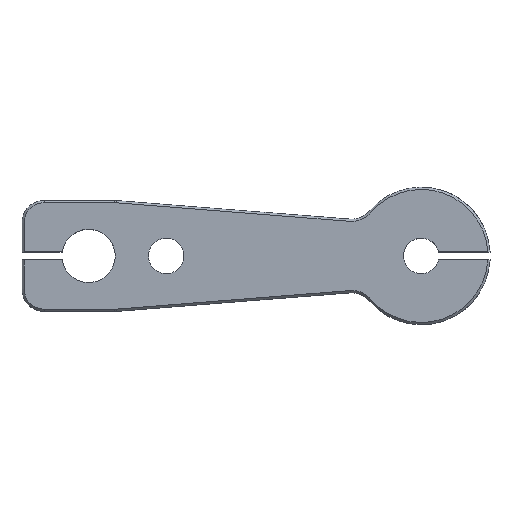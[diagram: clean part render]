
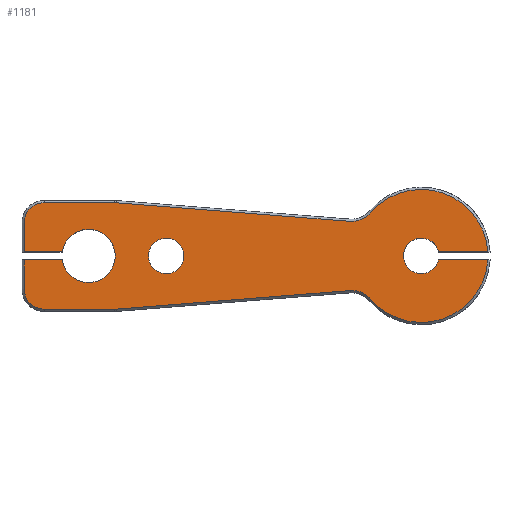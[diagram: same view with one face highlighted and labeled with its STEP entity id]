
A CAD part, top view. The second image highlights one B-rep face of the part: STEP entity #1181.
In plain terms, the highlighted planar face has unit normal (0, 0, 1).
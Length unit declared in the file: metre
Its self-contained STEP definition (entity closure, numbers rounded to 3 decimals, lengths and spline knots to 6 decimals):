
#86=LINE('',#1970,#188);
#87=LINE('',#1971,#189);
#88=LINE('',#1977,#190);
#89=LINE('',#1981,#191);
#90=LINE('',#1985,#192);
#91=LINE('',#1987,#193);
#92=LINE('',#1988,#194);
#93=LINE('',#1990,#195);
#94=LINE('',#1994,#196);
#95=LINE('',#1998,#197);
#188=VECTOR('',#1521,1.);
#189=VECTOR('',#1522,1.);
#190=VECTOR('',#1527,1.);
#191=VECTOR('',#1530,1.);
#192=VECTOR('',#1533,1.);
#193=VECTOR('',#1534,1.);
#194=VECTOR('',#1535,1.);
#195=VECTOR('',#1536,1.);
#196=VECTOR('',#1539,1.);
#197=VECTOR('',#1542,1.);
#251=PLANE('',#1293);
#350=ORIENTED_EDGE('',*,*,#693,.T.);
#351=ORIENTED_EDGE('',*,*,#694,.T.);
#352=ORIENTED_EDGE('',*,*,#695,.T.);
#353=ORIENTED_EDGE('',*,*,#691,.F.);
#354=ORIENTED_EDGE('',*,*,#696,.F.);
#355=ORIENTED_EDGE('',*,*,#697,.T.);
#356=ORIENTED_EDGE('',*,*,#698,.T.);
#357=ORIENTED_EDGE('',*,*,#699,.T.);
#358=ORIENTED_EDGE('',*,*,#700,.T.);
#359=ORIENTED_EDGE('',*,*,#701,.T.);
#360=ORIENTED_EDGE('',*,*,#702,.T.);
#361=ORIENTED_EDGE('',*,*,#703,.T.);
#362=ORIENTED_EDGE('',*,*,#704,.T.);
#363=ORIENTED_EDGE('',*,*,#649,.F.);
#364=ORIENTED_EDGE('',*,*,#705,.F.);
#365=ORIENTED_EDGE('',*,*,#706,.T.);
#366=ORIENTED_EDGE('',*,*,#707,.T.);
#367=ORIENTED_EDGE('',*,*,#708,.T.);
#368=ORIENTED_EDGE('',*,*,#709,.T.);
#369=ORIENTED_EDGE('',*,*,#710,.T.);
#370=ORIENTED_EDGE('',*,*,#620,.F.);
#620=EDGE_CURVE('',#792,#792,#900,.T.);
#649=EDGE_CURVE('',#821,#818,#915,.T.);
#691=EDGE_CURVE('',#862,#863,#924,.T.);
#693=EDGE_CURVE('',#864,#865,#925,.F.);
#694=EDGE_CURVE('',#865,#866,#926,.T.);
#695=EDGE_CURVE('',#866,#863,#86,.T.);
#696=EDGE_CURVE('',#867,#862,#87,.T.);
#697=EDGE_CURVE('',#867,#868,#927,.T.);
#698=EDGE_CURVE('',#868,#869,#928,.F.);
#699=EDGE_CURVE('',#869,#870,#88,.T.);
#700=EDGE_CURVE('',#870,#871,#929,.T.);
#701=EDGE_CURVE('',#871,#872,#89,.T.);
#702=EDGE_CURVE('',#872,#873,#930,.T.);
#703=EDGE_CURVE('',#873,#874,#90,.T.);
#704=EDGE_CURVE('',#874,#818,#91,.T.);
#705=EDGE_CURVE('',#875,#821,#92,.T.);
#706=EDGE_CURVE('',#875,#876,#93,.T.);
#707=EDGE_CURVE('',#876,#877,#931,.T.);
#708=EDGE_CURVE('',#877,#878,#94,.T.);
#709=EDGE_CURVE('',#878,#879,#932,.T.);
#710=EDGE_CURVE('',#879,#864,#95,.T.);
#792=VERTEX_POINT('',#1770);
#818=VERTEX_POINT('',#1824);
#821=VERTEX_POINT('',#1829);
#862=VERTEX_POINT('',#1960);
#863=VERTEX_POINT('',#1962);
#864=VERTEX_POINT('',#1966);
#865=VERTEX_POINT('',#1967);
#866=VERTEX_POINT('',#1969);
#867=VERTEX_POINT('',#1972);
#868=VERTEX_POINT('',#1974);
#869=VERTEX_POINT('',#1976);
#870=VERTEX_POINT('',#1978);
#871=VERTEX_POINT('',#1980);
#872=VERTEX_POINT('',#1982);
#873=VERTEX_POINT('',#1984);
#874=VERTEX_POINT('',#1986);
#875=VERTEX_POINT('',#1989);
#876=VERTEX_POINT('',#1991);
#877=VERTEX_POINT('',#1993);
#878=VERTEX_POINT('',#1995);
#879=VERTEX_POINT('',#1997);
#900=CIRCLE('',#1256,0.004);
#915=CIRCLE('',#1273,0.006);
#924=CIRCLE('',#1292,0.004);
#925=CIRCLE('',#1294,0.0055);
#926=CIRCLE('',#1295,0.015);
#927=CIRCLE('',#1296,0.015);
#928=CIRCLE('',#1297,0.0055);
#929=CIRCLE('',#1298,0.0045);
#930=CIRCLE('',#1299,0.0045);
#931=CIRCLE('',#1300,0.0045);
#932=CIRCLE('',#1301,0.0045);
#980=EDGE_LOOP('',(#350,#351,#352,#353,#354,#355,#356,#357,#358,#359,#360,
#361,#362,#363,#364,#365,#366,#367,#368,#369));
#981=EDGE_LOOP('',(#370));
#1072=FACE_BOUND('',#980,.T.);
#1073=FACE_BOUND('',#981,.T.);
#1181=ADVANCED_FACE('',(#1072,#1073),#251,.T.);
#1256=AXIS2_PLACEMENT_3D('',#1769,#1395,#1396);
#1273=AXIS2_PLACEMENT_3D('',#1830,#1443,#1444);
#1292=AXIS2_PLACEMENT_3D('',#1961,#1512,#1513);
#1293=AXIS2_PLACEMENT_3D('',#1964,#1515,#1516);
#1294=AXIS2_PLACEMENT_3D('',#1965,#1517,#1518);
#1295=AXIS2_PLACEMENT_3D('',#1968,#1519,#1520);
#1296=AXIS2_PLACEMENT_3D('',#1973,#1523,#1524);
#1297=AXIS2_PLACEMENT_3D('',#1975,#1525,#1526);
#1298=AXIS2_PLACEMENT_3D('',#1979,#1528,#1529);
#1299=AXIS2_PLACEMENT_3D('',#1983,#1531,#1532);
#1300=AXIS2_PLACEMENT_3D('',#1992,#1537,#1538);
#1301=AXIS2_PLACEMENT_3D('',#1996,#1540,#1541);
#1395=DIRECTION('',(0.,0.,1.));
#1396=DIRECTION('',(1.,0.,0.));
#1443=DIRECTION('',(0.,0.,1.));
#1444=DIRECTION('',(1.,0.,0.));
#1512=DIRECTION('',(0.,0.,1.));
#1513=DIRECTION('',(1.,0.,0.));
#1515=DIRECTION('',(0.,0.,1.));
#1516=DIRECTION('',(1.,0.,0.));
#1517=DIRECTION('',(0.,0.,1.));
#1518=DIRECTION('',(1.,0.,0.));
#1519=DIRECTION('',(0.,0.,1.));
#1520=DIRECTION('',(1.,0.,0.));
#1521=DIRECTION('',(-1.,0.,0.));
#1522=DIRECTION('',(-1.,0.,0.));
#1523=DIRECTION('',(0.,0.,1.));
#1524=DIRECTION('',(1.,0.,0.));
#1525=DIRECTION('',(0.,0.,1.));
#1526=DIRECTION('',(1.,0.,0.));
#1527=DIRECTION('',(-0.997,0.079,0.));
#1528=DIRECTION('',(0.,0.,1.));
#1529=DIRECTION('',(1.,0.,0.));
#1530=DIRECTION('',(-1.,0.,0.));
#1531=DIRECTION('',(0.,0.,1.));
#1532=DIRECTION('',(1.,0.,0.));
#1533=DIRECTION('',(0.,-1.,0.));
#1534=DIRECTION('',(1.,0.,0.));
#1535=DIRECTION('',(1.,0.,0.));
#1536=DIRECTION('',(0.,-1.,0.));
#1537=DIRECTION('',(0.,0.,1.));
#1538=DIRECTION('',(1.,0.,0.));
#1539=DIRECTION('',(1.,0.,0.));
#1540=DIRECTION('',(0.,0.,1.));
#1541=DIRECTION('',(1.,0.,0.));
#1542=DIRECTION('',(0.997,0.079,0.));
#1769=CARTESIAN_POINT('',(0.,0.,0.006));
#1770=CARTESIAN_POINT('',(0.004,0.,0.006));
#1824=CARTESIAN_POINT('',(-0.023432,0.0009,0.006));
#1829=CARTESIAN_POINT('',(-0.023432,-0.0009,0.006));
#1830=CARTESIAN_POINT('',(-0.0175,0.,0.006));
#1960=CARTESIAN_POINT('',(0.061397,0.0009,0.006));
#1961=CARTESIAN_POINT('',(0.0575,0.,0.006));
#1962=CARTESIAN_POINT('',(0.061397,-0.0009,0.006));
#1964=CARTESIAN_POINT('',(0.01775,0.,0.006));
#1965=CARTESIAN_POINT('',(0.041883,-0.01328,0.006));
#1966=CARTESIAN_POINT('',(0.041447,-0.007797,0.006));
#1967=CARTESIAN_POINT('',(0.046073,-0.009717,0.006));
#1968=CARTESIAN_POINT('',(0.0575,0.,0.006));
#1969=CARTESIAN_POINT('',(0.072473,-0.0009,0.006));
#1970=CARTESIAN_POINT('',(0.0655,-0.0009,0.006));
#1971=CARTESIAN_POINT('',(0.0655,0.0009,0.006));
#1972=CARTESIAN_POINT('',(0.072473,0.0009,0.006));
#1973=CARTESIAN_POINT('',(0.0575,0.,0.006));
#1974=CARTESIAN_POINT('',(0.046073,0.009717,0.006));
#1975=CARTESIAN_POINT('',(0.041883,0.01328,0.006));
#1976=CARTESIAN_POINT('',(0.041447,0.007797,0.006));
#1977=CARTESIAN_POINT('',(0.018515,0.00962,0.006));
#1978=CARTESIAN_POINT('',(-0.011242,0.011986,0.006));
#1979=CARTESIAN_POINT('',(-0.011598,0.0075,0.006));
#1980=CARTESIAN_POINT('',(-0.011598,0.012,0.006));
#1981=CARTESIAN_POINT('',(-0.0275,0.012,0.006));
#1982=CARTESIAN_POINT('',(-0.0275,0.012,0.006));
#1983=CARTESIAN_POINT('',(-0.0275,0.0075,0.006));
#1984=CARTESIAN_POINT('',(-0.032,0.0075,0.006));
#1985=CARTESIAN_POINT('',(-0.032,0.0009,0.006));
#1986=CARTESIAN_POINT('',(-0.032,0.0009,0.006));
#1987=CARTESIAN_POINT('',(-0.027,0.0009,0.006));
#1988=CARTESIAN_POINT('',(-0.027,-0.0009,0.006));
#1989=CARTESIAN_POINT('',(-0.032,-0.0009,0.006));
#1990=CARTESIAN_POINT('',(-0.032,-0.0075,0.006));
#1991=CARTESIAN_POINT('',(-0.032,-0.0075,0.006));
#1992=CARTESIAN_POINT('',(-0.0275,-0.0075,0.006));
#1993=CARTESIAN_POINT('',(-0.0275,-0.012,0.006));
#1994=CARTESIAN_POINT('',(-0.011598,-0.012,0.006));
#1995=CARTESIAN_POINT('',(-0.011598,-0.012,0.006));
#1996=CARTESIAN_POINT('',(-0.011598,-0.0075,0.006));
#1997=CARTESIAN_POINT('',(-0.011242,-0.011986,0.006));
#1998=CARTESIAN_POINT('',(0.041447,-0.007797,0.006));
